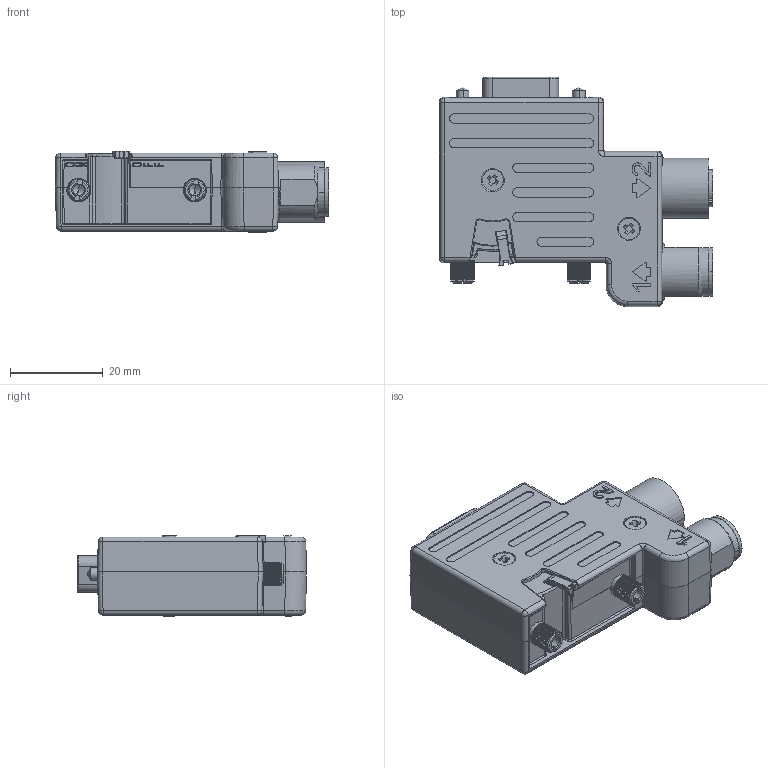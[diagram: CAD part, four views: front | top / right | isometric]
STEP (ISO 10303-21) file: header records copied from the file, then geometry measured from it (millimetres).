
FILE_DESCRIPTION((''),'2;1');
FILE_NAME('CAD-8516_SW0001','2022-08-18T11:48:29',('creinig-se'),(''),'CREO PARAMETRIC BY PTC INC, 2019292','CREO PARAMETRIC BY PTC INC, 2019292','');
FILE_SCHEMA(('CONFIG_CONTROL_DESIGN','SHAPE_APPEARANCE_LAYERS_GROUPS'));
Products named in the file (1): CAD-8516_SW0001
Bounding box: 58.8 x 49.3 x 17.45 mm (x, y, z)
Volume: 27129.8 mm3; surface area: 15672.2 mm2
Topology: 1 solids, 2 shells, 2320 faces, 6400 edges, 4111 vertices
Faces by surface type: plane 1222, cylinder 566, extrusion 240, cone 160, torus 75, sphere 32, bspline 25
Entity records: 94210 total; most frequent: CARTESIAN_POINT 21593, ORIENTED_EDGE 12720, DIRECTION 11253, EDGE_CURVE 6360, VERTEX_POINT 4111, AXIS2_PLACEMENT_3D 3772, VECTOR 3709, LINE 3469
